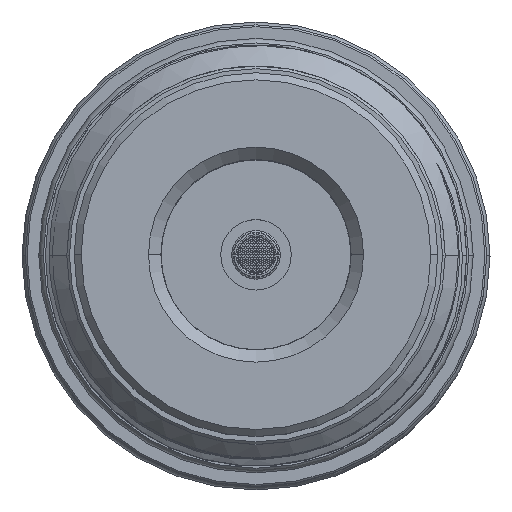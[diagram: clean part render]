
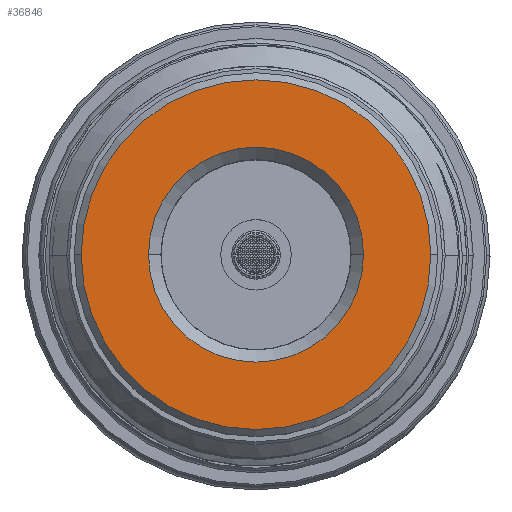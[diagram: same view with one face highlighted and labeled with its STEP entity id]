
A CAD part, top view. The second image highlights one B-rep face of the part: STEP entity #36846.
In plain terms, the highlighted planar face has unit normal (0, 0, 1).
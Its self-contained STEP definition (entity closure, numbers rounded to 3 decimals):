
#1619 = EDGE_CURVE ( 'NONE', #51556, #40928, #43004, .T. ) ;
#1991 = FACE_BOUND ( 'NONE', #8220, .T. ) ;
#2313 = ORIENTED_EDGE ( 'NONE', *, *, #12374, .F. ) ;
#3271 = CARTESIAN_POINT ( 'NONE',  ( 0., 0., 89.528 ) ) ;
#4857 = CARTESIAN_POINT ( 'NONE',  ( 12.2, 0., 89.528 ) ) ;
#5776 = CARTESIAN_POINT ( 'NONE',  ( 0., 0., 89.528 ) ) ;
#6139 = DIRECTION ( 'NONE',  ( -1., 0., 0. ) ) ;
#7709 = PLANE ( 'NONE',  #18317 ) ;
#8110 = DIRECTION ( 'NONE',  ( 1., 0., 0. ) ) ;
#8220 = EDGE_LOOP ( 'NONE', ( #37257, #48467 ) ) ;
#11432 = CARTESIAN_POINT ( 'NONE',  ( -19.84, 0., 89.528 ) ) ;
#12374 = EDGE_CURVE ( 'NONE', #34603, #50472, #41165, .T. ) ;
#12897 = DIRECTION ( 'NONE',  ( 0., 0., 1. ) ) ;
#16017 = DIRECTION ( 'NONE',  ( 0., 0., -1. ) ) ;
#16395 = CARTESIAN_POINT ( 'NONE',  ( 0., 0., 89.528 ) ) ;
#16966 = DIRECTION ( 'NONE',  ( 0., 0., 1. ) ) ;
#18317 = AXIS2_PLACEMENT_3D ( 'NONE', #16395, #16017, #50929 ) ;
#19221 = CIRCLE ( 'NONE', #24208, 12.2 ) ;
#24208 = AXIS2_PLACEMENT_3D ( 'NONE', #55512, #16966, #8110 ) ;
#27758 = AXIS2_PLACEMENT_3D ( 'NONE', #5776, #40851, #6139 ) ;
#27811 = CARTESIAN_POINT ( 'NONE',  ( 0., 0., 89.528 ) ) ;
#29916 = EDGE_CURVE ( 'NONE', #50472, #34603, #30466, .T. ) ;
#30466 = CIRCLE ( 'NONE', #54819, 19.84 ) ;
#31529 = DIRECTION ( 'NONE',  ( 1., 0., 0. ) ) ;
#32416 = ORIENTED_EDGE ( 'NONE', *, *, #29916, .F. ) ;
#34603 = VERTEX_POINT ( 'NONE', #11432 ) ;
#35592 = DIRECTION ( 'NONE',  ( 0., 0., -1. ) ) ;
#36846 = ADVANCED_FACE ( 'NONE', ( #51376, #1991 ), #7709, .F. ) ;
#37257 = ORIENTED_EDGE ( 'NONE', *, *, #1619, .F. ) ;
#40649 = EDGE_CURVE ( 'NONE', #40928, #51556, #19221, .T. ) ;
#40851 = DIRECTION ( 'NONE',  ( 0., 0., -1. ) ) ;
#40928 = VERTEX_POINT ( 'NONE', #52987 ) ;
#41165 = CIRCLE ( 'NONE', #27758, 19.84 ) ;
#43004 = CIRCLE ( 'NONE', #54725, 12.2 ) ;
#43659 = EDGE_LOOP ( 'NONE', ( #2313, #32416 ) ) ;
#48467 = ORIENTED_EDGE ( 'NONE', *, *, #40649, .F. ) ;
#50472 = VERTEX_POINT ( 'NONE', #54157 ) ;
#50929 = DIRECTION ( 'NONE',  ( -1., 0., 0. ) ) ;
#51376 = FACE_OUTER_BOUND ( 'NONE', #43659, .T. ) ;
#51556 = VERTEX_POINT ( 'NONE', #4857 ) ;
#52944 = DIRECTION ( 'NONE',  ( -1., 0., 0. ) ) ;
#52987 = CARTESIAN_POINT ( 'NONE',  ( -12.2, 0., 89.528 ) ) ;
#54157 = CARTESIAN_POINT ( 'NONE',  ( 19.84, 0., 89.528 ) ) ;
#54725 = AXIS2_PLACEMENT_3D ( 'NONE', #3271, #12897, #31529 ) ;
#54819 = AXIS2_PLACEMENT_3D ( 'NONE', #27811, #35592, #52944 ) ;
#55512 = CARTESIAN_POINT ( 'NONE',  ( 0., 0., 89.528 ) ) ;
